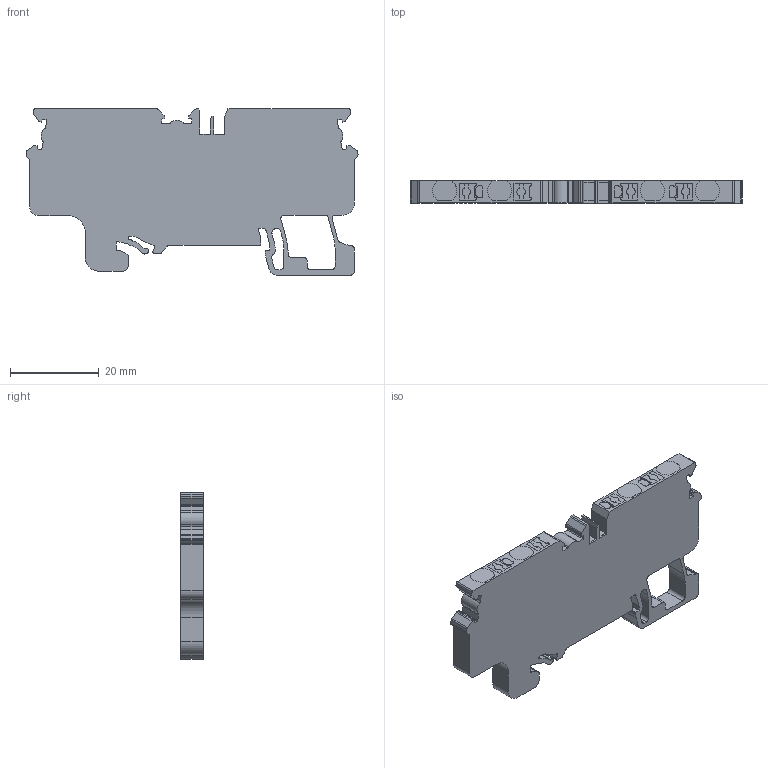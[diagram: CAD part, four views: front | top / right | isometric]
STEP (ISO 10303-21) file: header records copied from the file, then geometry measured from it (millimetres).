
FILE_DESCRIPTION (( 'STEP AP214' ), '1' );
FILE_NAME ('cp2.5_4_pe.STEP', '2024-10-31T11:58:00', ( '' ), ( '' ), 'SwSTEP 2.0', 'SolidWorks 2022', '' );
FILE_SCHEMA (( 'AUTOMOTIVE_DESIGN' ));
Length unit declared in the file: millimetre
Products named in the file (1): cp2.5_4_pe
Bounding box: 74.7 x 5 x 37.41 mm (x, y, z)
Volume: 10386 mm3; surface area: 5994.3 mm2
Topology: 1 solids, 1 shells, 383 faces, 1123 edges, 749 vertices
Faces by surface type: plane 204, cylinder 173, bspline 6
Entity records: 13189 total; most frequent: CARTESIAN_POINT 2430, ORIENTED_EDGE 2246, DIRECTION 2206, EDGE_CURVE 1123, VECTOR 772, LINE 772, VERTEX_POINT 749, AXIS2_PLACEMENT_3D 717
